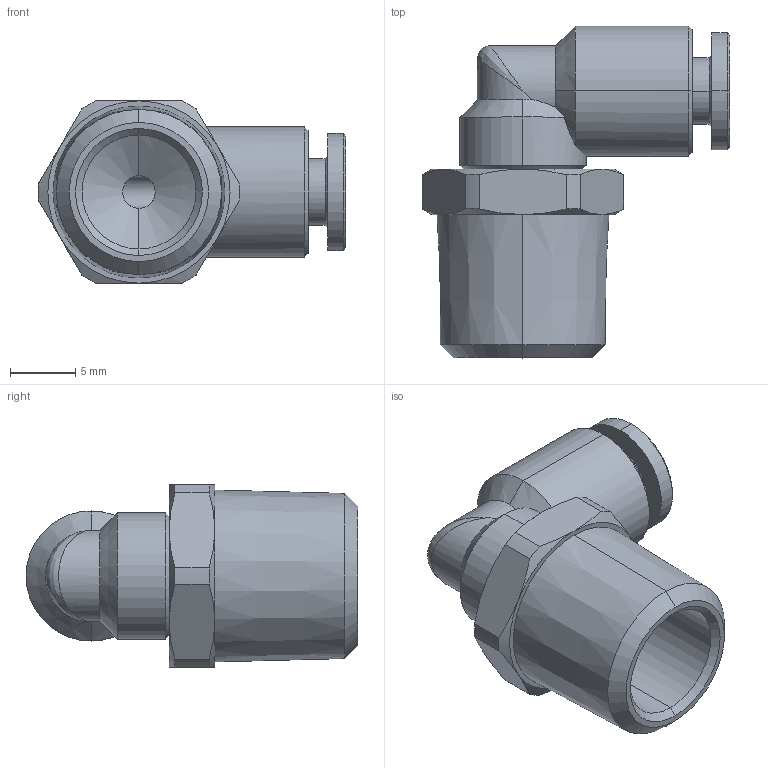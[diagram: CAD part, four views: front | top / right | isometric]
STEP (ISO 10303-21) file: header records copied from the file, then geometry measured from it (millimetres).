
FILE_DESCRIPTION (( 'STEP AP203' ), '1' );
FILE_NAME ('B0060012.STEP', '2012-08-22T12:47:12', ( '' ), ( 'sopra-pneumatic' ), 'SwSTEP 2.0', 'SolidWorks 2011', '' );
FILE_SCHEMA (( 'CONFIG_CONTROL_DESIGN' ));
Length unit declared in the file: millimetre
Products named in the file (1): B0060012
Bounding box: 23.65 x 25.5 x 14 mm (x, y, z)
Volume: 2412.4 mm3; surface area: 2166.7 mm2
Topology: 1 solids, 3 shells, 85 faces, 190 edges, 114 vertices
Faces by surface type: cone 36, cylinder 29, plane 19, bspline 1
Entity records: 2584 total; most frequent: CARTESIAN_POINT 651, DIRECTION 403, ORIENTED_EDGE 376, EDGE_CURVE 188, AXIS2_PLACEMENT_3D 170, VERTEX_POINT 114, EDGE_LOOP 92, FACE_OUTER_BOUND 85
